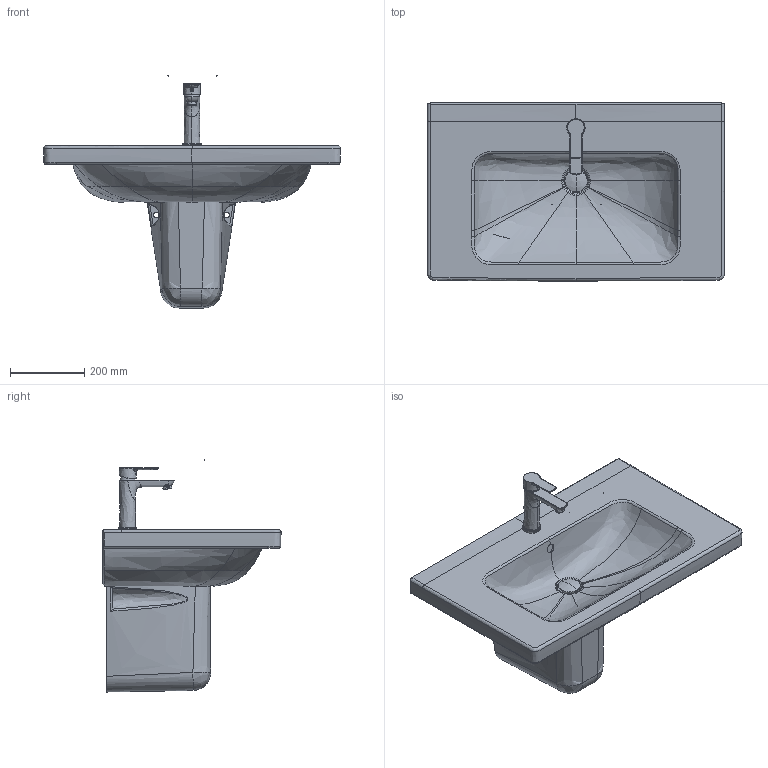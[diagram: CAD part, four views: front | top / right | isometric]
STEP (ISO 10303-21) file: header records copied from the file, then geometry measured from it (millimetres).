
FILE_DESCRIPTION(/* description */ (''),/* implementation_level */ '2;1');
FILE_NAME(/* name */ '239980_0857180000',/* time_stamp */ '2024-05-14T08:56:15+02:00',/* author */ (''),/* organization */ (''),/* preprocessor_version */ 'ST-DEVELOPER v15',/* originating_system */ '',/* authorisation */ '');
FILE_SCHEMA (('AUTOMOTIVE_DESIGN'));
Length unit declared in the file: millimetre
Products named in the file (1): Document
Bounding box: 800.29 x 480.19 x 625.32 mm (x, y, z)
Volume: 24264768.8 mm3; surface area: 1723568.7 mm2
Topology: 6 solids, 14 shells, 522 faces, 1267 edges, 769 vertices
Faces by surface type: bspline 436, plane 86
Entity records: 125109 total; most frequent: CARTESIAN_POINT 117556, ORIENTED_EDGE 2474, EDGE_CURVE 1260, B_SPLINE_CURVE_WITH_KNOTS 845, VERTEX_POINT 769, EDGE_LOOP 559, ADVANCED_FACE 522, FACE_OUTER_BOUND 522
